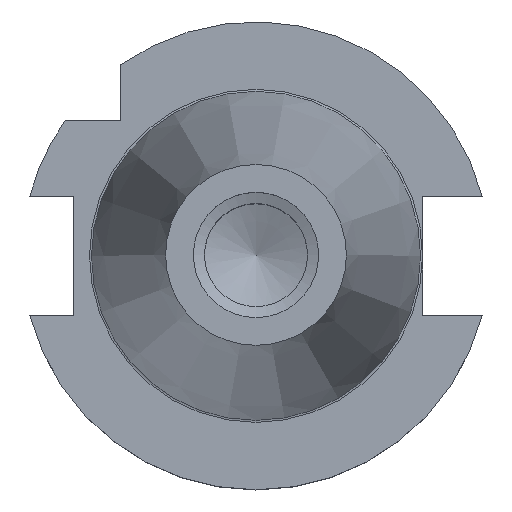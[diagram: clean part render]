
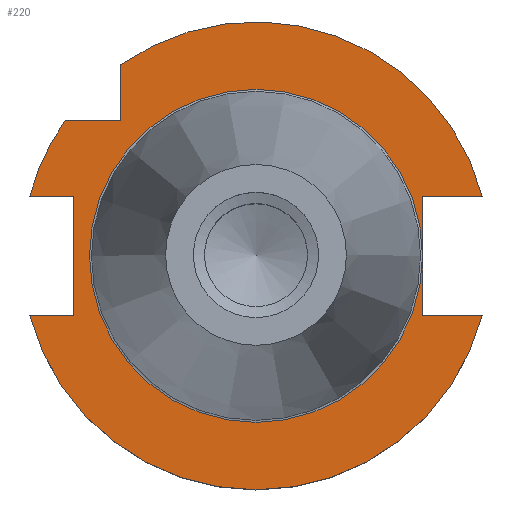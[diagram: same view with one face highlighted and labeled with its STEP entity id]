
A CAD part, top view. The second image highlights one B-rep face of the part: STEP entity #220.
In plain terms, the highlighted planar face has unit normal (0, 0, 1).
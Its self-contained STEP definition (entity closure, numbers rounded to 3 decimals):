
#45=PLANE('',#813);
#67=FACE_OUTER_BOUND('',#307,.T.);
#102=LINE('',#1153,#154);
#103=LINE('',#1155,#155);
#104=LINE('',#1158,#156);
#105=LINE('',#1160,#157);
#106=LINE('',#1161,#158);
#107=LINE('',#1163,#159);
#108=LINE('',#1164,#160);
#109=LINE('',#1166,#161);
#110=LINE('',#1168,#162);
#154=VECTOR('',#929,1.);
#155=VECTOR('',#930,1.);
#156=VECTOR('',#933,1.);
#157=VECTOR('',#934,1.);
#158=VECTOR('',#935,1.);
#159=VECTOR('',#936,1.);
#160=VECTOR('',#937,1.);
#161=VECTOR('',#938,1.);
#162=VECTOR('',#939,1.);
#220=ADVANCED_FACE('',(#67),#45,.F.);
#307=EDGE_LOOP('',(#377,#378,#379,#380,#381,#382,#383,#384,#385,#386,#387,
#388,#389));
#377=ORIENTED_EDGE('',*,*,#652,.F.);
#378=ORIENTED_EDGE('',*,*,#653,.T.);
#379=ORIENTED_EDGE('',*,*,#654,.T.);
#380=ORIENTED_EDGE('',*,*,#655,.T.);
#381=ORIENTED_EDGE('',*,*,#656,.T.);
#382=ORIENTED_EDGE('',*,*,#643,.T.);
#383=ORIENTED_EDGE('',*,*,#657,.T.);
#384=ORIENTED_EDGE('',*,*,#658,.F.);
#385=ORIENTED_EDGE('',*,*,#647,.F.);
#386=ORIENTED_EDGE('',*,*,#659,.F.);
#387=ORIENTED_EDGE('',*,*,#660,.F.);
#388=ORIENTED_EDGE('',*,*,#661,.T.);
#389=ORIENTED_EDGE('',*,*,#639,.F.);
#565=VERTEX_POINT('',#1119);
#567=VERTEX_POINT('',#1123);
#568=VERTEX_POINT('',#1127);
#571=VERTEX_POINT('',#1132);
#573=VERTEX_POINT('',#1137);
#575=VERTEX_POINT('',#1141);
#580=VERTEX_POINT('',#1154);
#581=VERTEX_POINT('',#1156);
#582=VERTEX_POINT('',#1159);
#583=VERTEX_POINT('',#1162);
#584=VERTEX_POINT('',#1165);
#585=VERTEX_POINT('',#1167);
#639=EDGE_CURVE('',#567,#565,#739,.T.);
#643=EDGE_CURVE('',#568,#571,#741,.T.);
#647=EDGE_CURVE('',#575,#573,#743,.T.);
#652=EDGE_CURVE('',#580,#567,#102,.T.);
#653=EDGE_CURVE('',#580,#581,#103,.T.);
#654=EDGE_CURVE('',#581,#581,#746,.T.);
#655=EDGE_CURVE('',#581,#582,#104,.T.);
#656=EDGE_CURVE('',#582,#568,#105,.T.);
#657=EDGE_CURVE('',#571,#583,#106,.T.);
#658=EDGE_CURVE('',#573,#583,#107,.T.);
#659=EDGE_CURVE('',#584,#575,#108,.T.);
#660=EDGE_CURVE('',#585,#584,#109,.T.);
#661=EDGE_CURVE('',#585,#565,#110,.T.);
#739=CIRCLE('',#801,31.75);
#741=CIRCLE('',#804,31.75);
#743=CIRCLE('',#807,31.75);
#746=CIRCLE('',#812,22.6);
#801=AXIS2_PLACEMENT_3D('',#1124,#901,#902);
#804=AXIS2_PLACEMENT_3D('',#1133,#909,#910);
#807=AXIS2_PLACEMENT_3D('',#1142,#917,#918);
#812=AXIS2_PLACEMENT_3D('',#1157,#931,#932);
#813=AXIS2_PLACEMENT_3D('',#1169,#940,#941);
#901=DIRECTION('',(0.,0.,-1.));
#902=DIRECTION('',(-1.,0.,0.));
#909=DIRECTION('',(0.,0.,1.));
#910=DIRECTION('',(-1.,0.,0.));
#917=DIRECTION('',(0.,0.,-1.));
#918=DIRECTION('',(-1.,0.,0.));
#929=DIRECTION('',(1.,0.,0.));
#930=DIRECTION('',(0.,1.,0.));
#931=DIRECTION('',(0.,0.,-1.));
#932=DIRECTION('',(-1.,0.,0.));
#933=DIRECTION('',(0.,1.,0.));
#934=DIRECTION('',(1.,0.,0.));
#935=DIRECTION('',(0.,-1.,0.));
#936=DIRECTION('',(1.,0.,0.));
#937=DIRECTION('',(-1.,0.,0.));
#938=DIRECTION('',(0.,1.,0.));
#939=DIRECTION('',(-1.,0.,0.));
#940=DIRECTION('',(0.,0.,-1.));
#941=DIRECTION('',(-1.,0.,0.));
#1119=CARTESIAN_POINT('',(-30.701,-8.095,-3.2));
#1123=CARTESIAN_POINT('',(30.701,-8.095,-3.2));
#1124=CARTESIAN_POINT('',(0.,0.,-3.2));
#1127=CARTESIAN_POINT('',(30.701,8.095,-3.2));
#1132=CARTESIAN_POINT('',(-18.35,25.91,-3.2));
#1133=CARTESIAN_POINT('',(0.,0.,-3.2));
#1137=CARTESIAN_POINT('',(-25.91,18.35,-3.2));
#1141=CARTESIAN_POINT('',(-30.701,8.095,-3.2));
#1142=CARTESIAN_POINT('',(0.,0.,-3.2));
#1153=CARTESIAN_POINT('',(0.,-8.095,-3.2));
#1154=CARTESIAN_POINT('',(22.6,-8.095,-3.2));
#1155=CARTESIAN_POINT('',(22.6,22.,-3.2));
#1156=CARTESIAN_POINT('',(22.6,0.,-3.2));
#1157=CARTESIAN_POINT('',(0.,0.,-3.2));
#1158=CARTESIAN_POINT('',(22.6,22.,-3.2));
#1159=CARTESIAN_POINT('',(22.6,8.095,-3.2));
#1160=CARTESIAN_POINT('',(41.75,8.095,-3.2));
#1161=CARTESIAN_POINT('',(-18.35,22.,-3.2));
#1162=CARTESIAN_POINT('',(-18.35,18.35,-3.2));
#1163=CARTESIAN_POINT('',(0.,18.35,-3.2));
#1164=CARTESIAN_POINT('',(0.,8.095,-3.2));
#1165=CARTESIAN_POINT('',(-24.8,8.095,-3.2));
#1166=CARTESIAN_POINT('',(-24.8,22.,-3.2));
#1167=CARTESIAN_POINT('',(-24.8,-8.095,-3.2));
#1168=CARTESIAN_POINT('',(-41.75,-8.095,-3.2));
#1169=CARTESIAN_POINT('',(0.,22.,-3.2));
